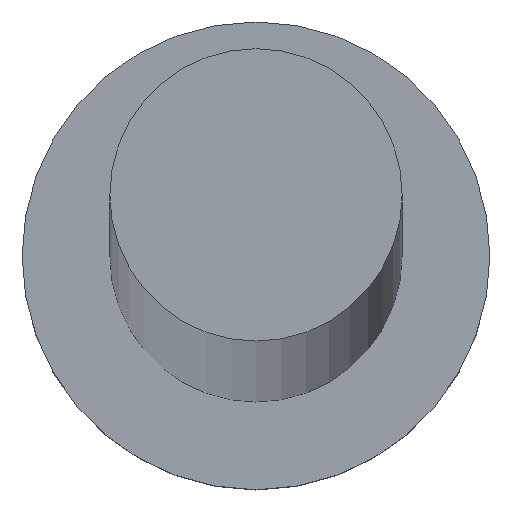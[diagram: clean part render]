
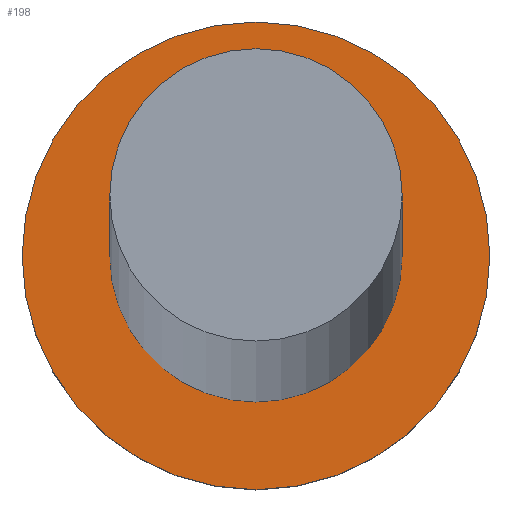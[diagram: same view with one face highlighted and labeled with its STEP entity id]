
A CAD part, top view. The second image highlights one B-rep face of the part: STEP entity #198.
In plain terms, the highlighted planar face has unit normal (0, 0, 1).
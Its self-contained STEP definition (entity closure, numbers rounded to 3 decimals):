
#20 = ORIENTED_EDGE ( 'NONE', *, *, #167, .F. ) ;
#24 = DIRECTION ( 'NONE',  ( 1., 0., 0. ) ) ;
#30 = EDGE_CURVE ( 'NONE', #40, #110, #120, .T. ) ;
#31 = CARTESIAN_POINT ( 'NONE',  ( 0., 0., 5. ) ) ;
#34 = CIRCLE ( 'NONE', #131, 5. ) ;
#40 = VERTEX_POINT ( 'NONE', #87 ) ;
#45 = EDGE_CURVE ( 'NONE', #246, #160, #34, .T. ) ;
#46 = DIRECTION ( 'NONE',  ( 1., 0., 0. ) ) ;
#47 = DIRECTION ( 'NONE',  ( 1., 0., 0. ) ) ;
#65 = DIRECTION ( 'NONE',  ( 0., 0., 1. ) ) ;
#67 = CARTESIAN_POINT ( 'NONE',  ( 0., 0., 5. ) ) ;
#68 = AXIS2_PLACEMENT_3D ( 'NONE', #169, #65, #46 ) ;
#81 = CARTESIAN_POINT ( 'NONE',  ( 0., 0., 5. ) ) ;
#86 = PLANE ( 'NONE',  #68 ) ;
#87 = CARTESIAN_POINT ( 'NONE',  ( 8., 0., 5. ) ) ;
#92 = CARTESIAN_POINT ( 'NONE',  ( -8., 0., 5. ) ) ;
#94 = EDGE_CURVE ( 'NONE', #110, #40, #162, .T. ) ;
#110 = VERTEX_POINT ( 'NONE', #92 ) ;
#113 = CIRCLE ( 'NONE', #250, 5. ) ;
#120 = CIRCLE ( 'NONE', #177, 8. ) ;
#127 = DIRECTION ( 'NONE',  ( 0., 0., 1. ) ) ;
#131 = AXIS2_PLACEMENT_3D ( 'NONE', #67, #214, #237 ) ;
#145 = DIRECTION ( 'NONE',  ( 0., 0., 1. ) ) ;
#159 = EDGE_LOOP ( 'NONE', ( #183, #226 ) ) ;
#160 = VERTEX_POINT ( 'NONE', #215 ) ;
#162 = CIRCLE ( 'NONE', #248, 8. ) ;
#167 = EDGE_CURVE ( 'NONE', #160, #246, #113, .T. ) ;
#169 = CARTESIAN_POINT ( 'NONE',  ( 0., 0., 5. ) ) ;
#171 = CARTESIAN_POINT ( 'NONE',  ( -5., 0., 5. ) ) ;
#177 = AXIS2_PLACEMENT_3D ( 'NONE', #31, #127, #188 ) ;
#183 = ORIENTED_EDGE ( 'NONE', *, *, #94, .T. ) ;
#186 = FACE_OUTER_BOUND ( 'NONE', #159, .T. ) ;
#188 = DIRECTION ( 'NONE',  ( 1., 0., 0. ) ) ;
#189 = FACE_BOUND ( 'NONE', #203, .T. ) ;
#198 = ADVANCED_FACE ( 'NONE', ( #189, #186 ), #86, .T. ) ;
#203 = EDGE_LOOP ( 'NONE', ( #243, #20 ) ) ;
#214 = DIRECTION ( 'NONE',  ( 0., 0., 1. ) ) ;
#215 = CARTESIAN_POINT ( 'NONE',  ( 5., 0., 5. ) ) ;
#226 = ORIENTED_EDGE ( 'NONE', *, *, #30, .T. ) ;
#234 = DIRECTION ( 'NONE',  ( 0., 0., 1. ) ) ;
#237 = DIRECTION ( 'NONE',  ( 1., 0., 0. ) ) ;
#243 = ORIENTED_EDGE ( 'NONE', *, *, #45, .F. ) ;
#246 = VERTEX_POINT ( 'NONE', #171 ) ;
#248 = AXIS2_PLACEMENT_3D ( 'NONE', #254, #145, #47 ) ;
#250 = AXIS2_PLACEMENT_3D ( 'NONE', #81, #234, #24 ) ;
#254 = CARTESIAN_POINT ( 'NONE',  ( 0., 0., 5. ) ) ;
